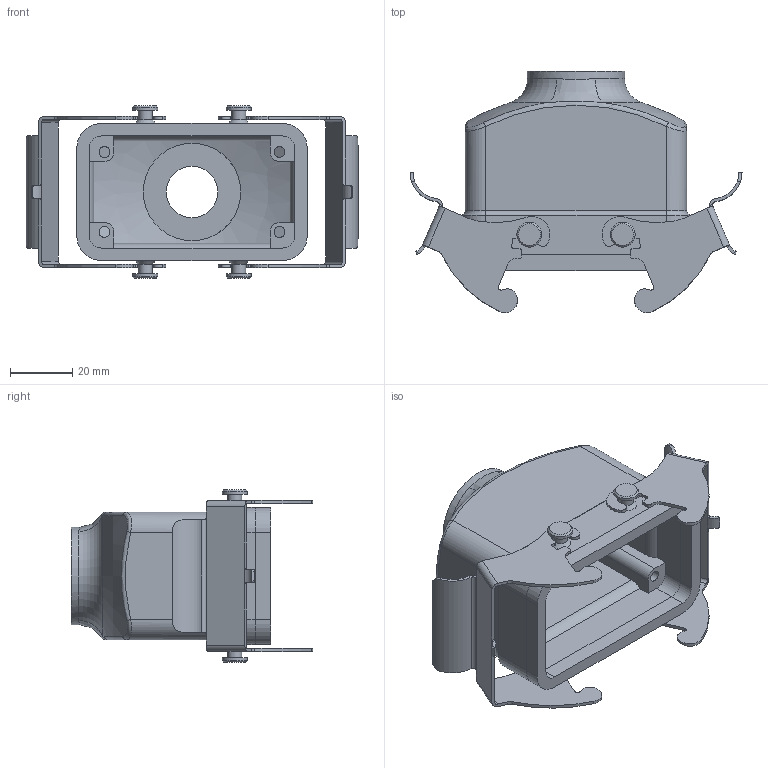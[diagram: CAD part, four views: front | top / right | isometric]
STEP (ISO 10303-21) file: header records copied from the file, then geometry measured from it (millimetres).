
FILE_DESCRIPTION (( 'STEP AP214' ), '1' );
FILE_NAME ('ZP-MC10B-2-DCP16M.STEP', '2012-05-22T14:58:20', ( '.adc' ), ( '' ), 'SwSTEP 2.0', 'SolidWorks 2011', '' );
FILE_SCHEMA (( 'AUTOMOTIVE_DESIGN' ));
Length unit declared in the file: millimetre
Products named in the file (1): ZP-MC10B-2-DCP16M
Bounding box: 106.59 x 77.51 x 55.5 mm (x, y, z)
Volume: 66637.1 mm3; surface area: 43822.5 mm2
Topology: 4 solids, 4 shells, 306 faces, 806 edges, 522 vertices
Faces by surface type: cylinder 145, plane 122, bspline 14, torus 10, cone 8, sphere 7
Full cylindrical faces by diameter (mm): 3.5 x4, 4.519 x4, 8 x4, 16.5 x1, 21 x1, 31.25 x2
Entity records: 12526 total; most frequent: CARTESIAN_POINT 3773, DIRECTION 1579, ORIENTED_EDGE 1538, EDGE_CURVE 769, AXIS2_PLACEMENT_3D 590, VERTEX_POINT 510, VECTOR 399, LINE 399
